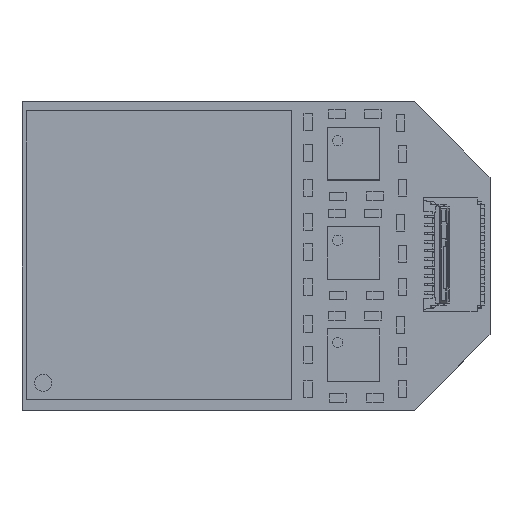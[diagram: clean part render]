
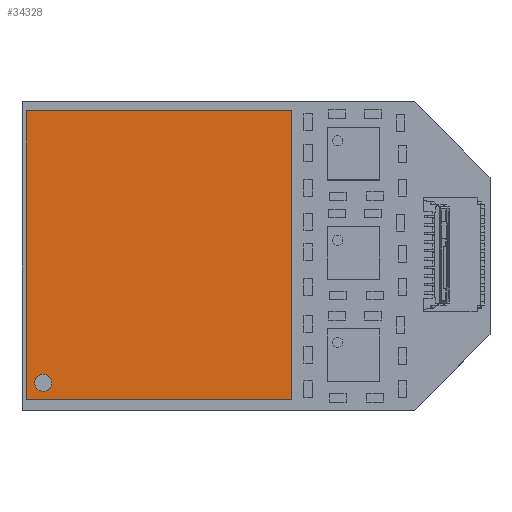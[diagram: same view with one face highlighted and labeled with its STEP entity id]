
A CAD part, top view. The second image highlights one B-rep face of the part: STEP entity #34328.
In plain terms, the highlighted planar face has unit normal (0, 0, 1).
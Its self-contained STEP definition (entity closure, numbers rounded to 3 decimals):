
#33885 = VERTEX_POINT('',#33886);
#33886 = CARTESIAN_POINT('',(7.619,33.741,
    3.65));
#33892 = EDGE_CURVE('',#33893,#33885,#33895,.T.);
#33893 = VERTEX_POINT('',#33894);
#33894 = CARTESIAN_POINT('',(6.619,33.741,
    3.65));
#33895 = CIRCLE('',#33896,0.5);
#33896 = AXIS2_PLACEMENT_3D('',#33897,#33898,#33899);
#33897 = CARTESIAN_POINT('',(7.119,33.741,
    3.65));
#33898 = DIRECTION('',(0.,0.,1.));
#33899 = DIRECTION('',(1.,0.,0.));
#34238 = VERTEX_POINT('',#34239);
#34239 = CARTESIAN_POINT('',(6.119,49.741,
    3.65));
#34245 = EDGE_CURVE('',#34246,#34238,#34248,.T.);
#34246 = VERTEX_POINT('',#34247);
#34247 = CARTESIAN_POINT('',(21.719,49.741,
    3.65));
#34248 = LINE('',#34249,#34250);
#34249 = CARTESIAN_POINT('',(21.719,49.741,
    3.65));
#34250 = VECTOR('',#34251,1.);
#34251 = DIRECTION('',(-1.,0.,0.));
#34269 = VERTEX_POINT('',#34270);
#34270 = CARTESIAN_POINT('',(6.119,32.741,
    3.65));
#34276 = EDGE_CURVE('',#34238,#34269,#34277,.T.);
#34277 = LINE('',#34278,#34279);
#34278 = CARTESIAN_POINT('',(6.119,32.741,
    3.65));
#34279 = VECTOR('',#34280,1.);
#34280 = DIRECTION('',(0.,-1.,0.));
#34293 = VERTEX_POINT('',#34294);
#34294 = CARTESIAN_POINT('',(21.719,32.741,
    3.65));
#34300 = EDGE_CURVE('',#34269,#34293,#34301,.T.);
#34301 = LINE('',#34302,#34303);
#34302 = CARTESIAN_POINT('',(21.719,32.741,
    3.65));
#34303 = VECTOR('',#34304,1.);
#34304 = DIRECTION('',(1.,0.,0.));
#34317 = EDGE_CURVE('',#34293,#34246,#34318,.T.);
#34318 = LINE('',#34319,#34320);
#34319 = CARTESIAN_POINT('',(21.719,32.741,
    3.65));
#34320 = VECTOR('',#34321,1.);
#34321 = DIRECTION('',(0.,1.,0.));
#34328 = ADVANCED_FACE('',(#34329,#34339),#34345,.F.);
#34329 = FACE_BOUND('',#34330,.T.);
#34330 = EDGE_LOOP('',(#34331,#34338));
#34331 = ORIENTED_EDGE('',*,*,#34332,.F.);
#34332 = EDGE_CURVE('',#33885,#33893,#34333,.T.);
#34333 = CIRCLE('',#34334,0.5);
#34334 = AXIS2_PLACEMENT_3D('',#34335,#34336,#34337);
#34335 = CARTESIAN_POINT('',(7.119,33.741,
    3.65));
#34336 = DIRECTION('',(0.,0.,1.));
#34337 = DIRECTION('',(1.,0.,0.));
#34338 = ORIENTED_EDGE('',*,*,#33892,.F.);
#34339 = FACE_BOUND('',#34340,.T.);
#34340 = EDGE_LOOP('',(#34341,#34342,#34343,#34344));
#34341 = ORIENTED_EDGE('',*,*,#34245,.T.);
#34342 = ORIENTED_EDGE('',*,*,#34276,.T.);
#34343 = ORIENTED_EDGE('',*,*,#34300,.T.);
#34344 = ORIENTED_EDGE('',*,*,#34317,.T.);
#34345 = PLANE('',#34346);
#34346 = AXIS2_PLACEMENT_3D('',#34347,#34348,#34349);
#34347 = CARTESIAN_POINT('',(13.919,41.241,3.65));
#34348 = DIRECTION('',(0.,0.,-1.));
#34349 = DIRECTION('',(-1.,0.,0.));
